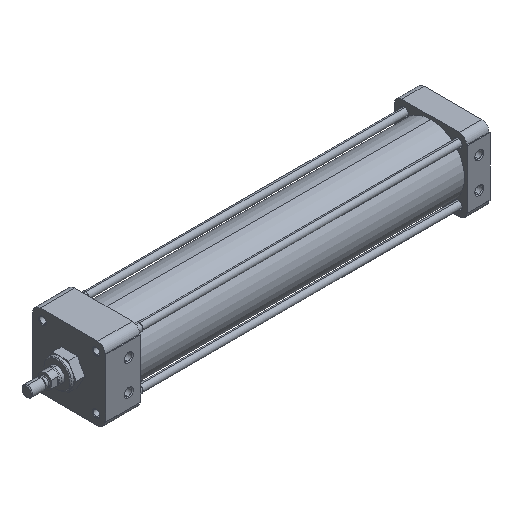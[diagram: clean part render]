
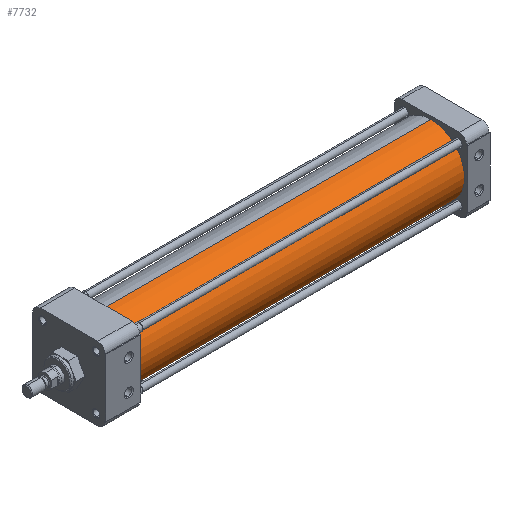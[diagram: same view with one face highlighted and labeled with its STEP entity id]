
A CAD part, isometric view. The second image highlights one B-rep face of the part: STEP entity #7732.
In plain terms, the highlighted cylindrical face has radius 34.925 mm (diameter 69.85 mm), a partial arc.
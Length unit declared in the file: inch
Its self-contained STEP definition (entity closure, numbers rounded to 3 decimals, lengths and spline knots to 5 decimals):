
#51 = CIRCLE ( 'NONE', #229, 1.375 ) ;
#229 = AXIS2_PLACEMENT_3D ( 'NONE', #1567, #9335, #2711 ) ;
#255 = ORIENTED_EDGE ( 'NONE', *, *, #9923, .F. ) ;
#433 = DIRECTION ( 'NONE',  ( 0., 0., -1. ) ) ;
#695 = ORIENTED_EDGE ( 'NONE', *, *, #13353, .T. ) ;
#741 = DIRECTION ( 'NONE',  ( 1., 0., 0. ) ) ;
#1029 = VECTOR ( 'NONE', #2727, 39.37008 ) ;
#1175 = CARTESIAN_POINT ( 'NONE',  ( 1.42, 0., -1.375 ) ) ;
#1567 = CARTESIAN_POINT ( 'NONE',  ( 14.826, 0., 0. ) ) ;
#2665 = ORIENTED_EDGE ( 'NONE', *, *, #13206, .T. ) ;
#2711 = DIRECTION ( 'NONE',  ( 0., 0., -1. ) ) ;
#2727 = DIRECTION ( 'NONE',  ( 1., 0., 0. ) ) ;
#2926 = VERTEX_POINT ( 'NONE', #5166 ) ;
#3619 = CARTESIAN_POINT ( 'NONE',  ( 14.826, 0., 0. ) ) ;
#3665 = DIRECTION ( 'NONE',  ( 0., 0., -1. ) ) ;
#4011 = LINE ( 'NONE', #4939, #1029 ) ;
#4939 = CARTESIAN_POINT ( 'NONE',  ( 14.826, 0., 1.375 ) ) ;
#5166 = CARTESIAN_POINT ( 'NONE',  ( 14.826, 0., -1.375 ) ) ;
#6047 = VERTEX_POINT ( 'NONE', #10463 ) ;
#6229 = CARTESIAN_POINT ( 'NONE',  ( 14.826, 0., -1.375 ) ) ;
#6575 = AXIS2_PLACEMENT_3D ( 'NONE', #3619, #9155, #3665 ) ;
#7089 = DIRECTION ( 'NONE',  ( 1., 0., 0. ) ) ;
#7732 = ADVANCED_FACE ( 'NONE', ( #12634 ), #8286, .T. ) ;
#8024 = ORIENTED_EDGE ( 'NONE', *, *, #13780, .T. ) ;
#8286 = CYLINDRICAL_SURFACE ( 'NONE', #6575, 1.375 ) ;
#9155 = DIRECTION ( 'NONE',  ( 1., 0., 0. ) ) ;
#9227 = LINE ( 'NONE', #6229, #11848 ) ;
#9335 = DIRECTION ( 'NONE',  ( -1., 0., 0. ) ) ;
#9806 = EDGE_LOOP ( 'NONE', ( #255, #2665, #695, #8024 ) ) ;
#9923 = EDGE_CURVE ( 'NONE', #6047, #13808, #4011, .T. ) ;
#10463 = CARTESIAN_POINT ( 'NONE',  ( 1.42, 0., 1.375 ) ) ;
#11631 = AXIS2_PLACEMENT_3D ( 'NONE', #13738, #7089, #433 ) ;
#11848 = VECTOR ( 'NONE', #741, 39.37008 ) ;
#12202 = CIRCLE ( 'NONE', #11631, 1.375 ) ;
#12634 = FACE_OUTER_BOUND ( 'NONE', #9806, .T. ) ;
#13067 = VERTEX_POINT ( 'NONE', #1175 ) ;
#13206 = EDGE_CURVE ( 'NONE', #6047, #13067, #12202, .T. ) ;
#13353 = EDGE_CURVE ( 'NONE', #13067, #2926, #9227, .T. ) ;
#13738 = CARTESIAN_POINT ( 'NONE',  ( 1.42, 0., 0. ) ) ;
#13780 = EDGE_CURVE ( 'NONE', #2926, #13808, #51, .T. ) ;
#13808 = VERTEX_POINT ( 'NONE', #13832 ) ;
#13832 = CARTESIAN_POINT ( 'NONE',  ( 14.826, 0., 1.375 ) ) ;
